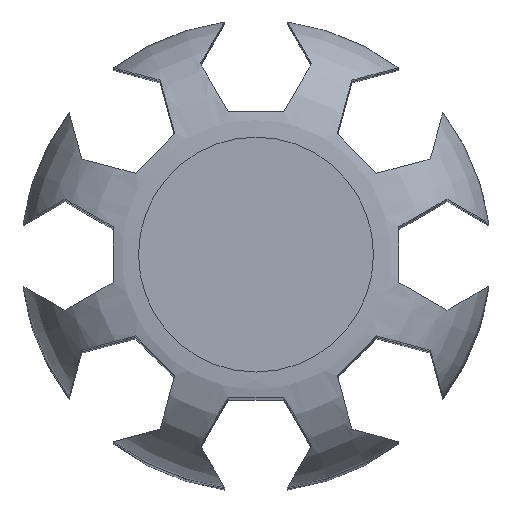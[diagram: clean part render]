
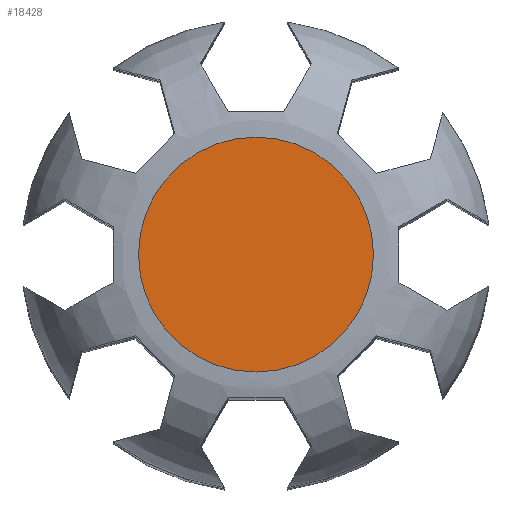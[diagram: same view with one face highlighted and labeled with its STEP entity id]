
A CAD part, top view. The second image highlights one B-rep face of the part: STEP entity #18428.
In plain terms, the highlighted planar face has unit normal (0, 0, 1).
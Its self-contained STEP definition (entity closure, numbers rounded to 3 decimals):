
#8039 = SURFACE_OF_REVOLUTION('',#8040,#8045);
#8040 = CIRCLE('',#8041,5.);
#8041 = AXIS2_PLACEMENT_3D('',#8042,#8043,#8044);
#8042 = CARTESIAN_POINT('',(0.,-5.,92.8));
#8043 = DIRECTION('',(1.,0.,0.));
#8044 = DIRECTION('',(0.,1.,0.));
#8045 = AXIS1_PLACEMENT('',#8046,#8047);
#8046 = CARTESIAN_POINT('',(0.,0.,0.));
#8047 = DIRECTION('',(0.,0.,1.));
#14407 = EDGE_CURVE('',#14408,#14408,#14410,.T.);
#14408 = VERTEX_POINT('',#14409);
#14409 = CARTESIAN_POINT('',(0.,-5.,97.8));
#14410 = SURFACE_CURVE('',#14411,(#14416,#14423),.PCURVE_S1.);
#14411 = CIRCLE('',#14412,5.);
#14412 = AXIS2_PLACEMENT_3D('',#14413,#14414,#14415);
#14413 = CARTESIAN_POINT('',(0.,0.,97.8));
#14414 = DIRECTION('',(0.,0.,1.));
#14415 = DIRECTION('',(0.,-1.,0.));
#14416 = PCURVE('',#8039,#14417);
#14417 = DEFINITIONAL_REPRESENTATION('',(#14418),#14422);
#14418 = LINE('',#14419,#14420);
#14419 = CARTESIAN_POINT('',(0.,1.571));
#14420 = VECTOR('',#14421,1.);
#14421 = DIRECTION('',(1.,0.));
#14422 = ( GEOMETRIC_REPRESENTATION_CONTEXT(2) 
PARAMETRIC_REPRESENTATION_CONTEXT() REPRESENTATION_CONTEXT('2D SPACE',''
  ) );
#14423 = PCURVE('',#14424,#14429);
#14424 = PLANE('',#14425);
#14425 = AXIS2_PLACEMENT_3D('',#14426,#14427,#14428);
#14426 = CARTESIAN_POINT('',(0.,0.,97.8));
#14427 = DIRECTION('',(0.,0.,-1.));
#14428 = DIRECTION('',(0.,1.,0.));
#14429 = DEFINITIONAL_REPRESENTATION('',(#14430),#14438);
#14430 = ( BOUNDED_CURVE() B_SPLINE_CURVE(2,(#14431,#14432,#14433,#14434
    ,#14435,#14436,#14437),.UNSPECIFIED.,.T.,.F.) 
B_SPLINE_CURVE_WITH_KNOTS((1,2,2,2,2,1),(-2.094,0.,
    2.094,4.189,6.283,8.378),
.UNSPECIFIED.) CURVE() GEOMETRIC_REPRESENTATION_ITEM() 
RATIONAL_B_SPLINE_CURVE((1.,0.5,1.,0.5,1.,0.5,1.)) REPRESENTATION_ITEM(
  '') );
#14431 = CARTESIAN_POINT('',(-5.,0.));
#14432 = CARTESIAN_POINT('',(-5.,8.66));
#14433 = CARTESIAN_POINT('',(2.5,4.33));
#14434 = CARTESIAN_POINT('',(10.,0.));
#14435 = CARTESIAN_POINT('',(2.5,-4.33));
#14436 = CARTESIAN_POINT('',(-5.,-8.66));
#14437 = CARTESIAN_POINT('',(-5.,0.));
#14438 = ( GEOMETRIC_REPRESENTATION_CONTEXT(2) 
PARAMETRIC_REPRESENTATION_CONTEXT() REPRESENTATION_CONTEXT('2D SPACE',''
  ) );
#18428 = ADVANCED_FACE('',(#18429),#14424,.F.);
#18429 = FACE_BOUND('',#18430,.T.);
#18430 = EDGE_LOOP('',(#18431));
#18431 = ORIENTED_EDGE('',*,*,#14407,.T.);
